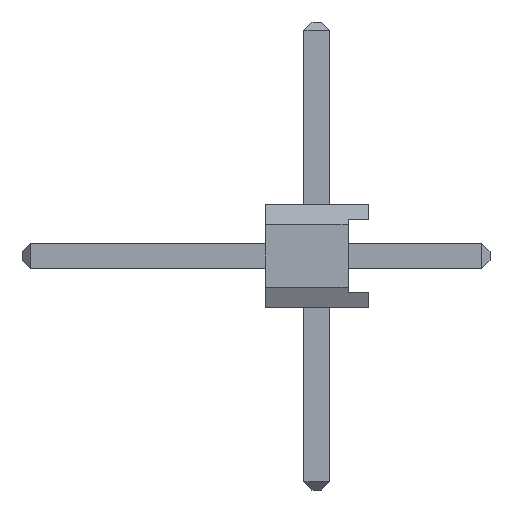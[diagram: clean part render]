
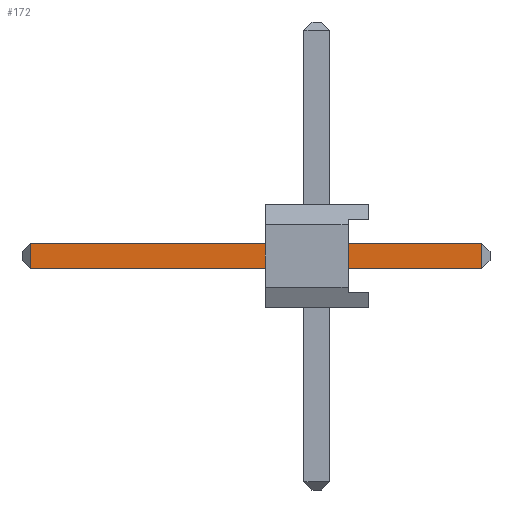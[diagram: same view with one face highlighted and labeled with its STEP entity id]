
A CAD part, left-side view. The second image highlights one B-rep face of the part: STEP entity #172.
In plain terms, the highlighted planar face has unit normal (-1, 0, 0).
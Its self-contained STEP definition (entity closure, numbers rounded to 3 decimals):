
#172 = ADVANCED_FACE( '', ( #467 ), #468, .F. );
#467 = FACE_OUTER_BOUND( '', #901, .T. );
#468 = PLANE( '', #902 );
#901 = EDGE_LOOP( '', ( #1357, #1358, #1359, #1360 ) );
#902 = AXIS2_PLACEMENT_3D( '', #1361, #1362, #1363 );
#1357 = ORIENTED_EDGE( '', *, *, #2605, .T. );
#1358 = ORIENTED_EDGE( '', *, *, #2606, .T. );
#1359 = ORIENTED_EDGE( '', *, *, #2607, .F. );
#1360 = ORIENTED_EDGE( '', *, *, #2608, .T. );
#1361 = CARTESIAN_POINT( '', ( -0.32, -0.32, 5.77 ) );
#1362 = DIRECTION( '', ( 1., 0., 0. ) );
#1363 = DIRECTION( '', ( 0., 0., -1. ) );
#2605 = EDGE_CURVE( '', #3123, #3124, #3125, .T. );
#2606 = EDGE_CURVE( '', #3124, #3126, #3127, .T. );
#2607 = EDGE_CURVE( '', #3128, #3126, #3129, .T. );
#2608 = EDGE_CURVE( '', #3128, #3123, #3130, .T. );
#3123 = VERTEX_POINT( '', #3885 );
#3124 = VERTEX_POINT( '', #3886 );
#3125 = LINE( '', #3887, #3888 );
#3126 = VERTEX_POINT( '', #3889 );
#3127 = LINE( '', #3890, #3891 );
#3128 = VERTEX_POINT( '', #3892 );
#3129 = LINE( '', #3893, #3894 );
#3130 = LINE( '', #3895, #3896 );
#3885 = CARTESIAN_POINT( '', ( -0.32, 0.32, 5.57 ) );
#3886 = CARTESIAN_POINT( '', ( -0.32, 0.32, -5.57 ) );
#3887 = CARTESIAN_POINT( '', ( -0.32, 0.32, 5.77 ) );
#3888 = VECTOR( '', #4958, 1000. );
#3889 = CARTESIAN_POINT( '', ( -0.32, -0.32, -5.57 ) );
#3890 = CARTESIAN_POINT( '', ( -0.32, -0.32, -5.57 ) );
#3891 = VECTOR( '', #4959, 1000. );
#3892 = CARTESIAN_POINT( '', ( -0.32, -0.32, 5.57 ) );
#3893 = CARTESIAN_POINT( '', ( -0.32, -0.32, 5.77 ) );
#3894 = VECTOR( '', #4960, 1000. );
#3895 = CARTESIAN_POINT( '', ( -0.32, -0.32, 5.57 ) );
#3896 = VECTOR( '', #4961, 1000. );
#4958 = DIRECTION( '', ( 0., 0., -1. ) );
#4959 = DIRECTION( '', ( 0., -1., 0. ) );
#4960 = DIRECTION( '', ( 0., 0., -1. ) );
#4961 = DIRECTION( '', ( 0., 1., 0. ) );
